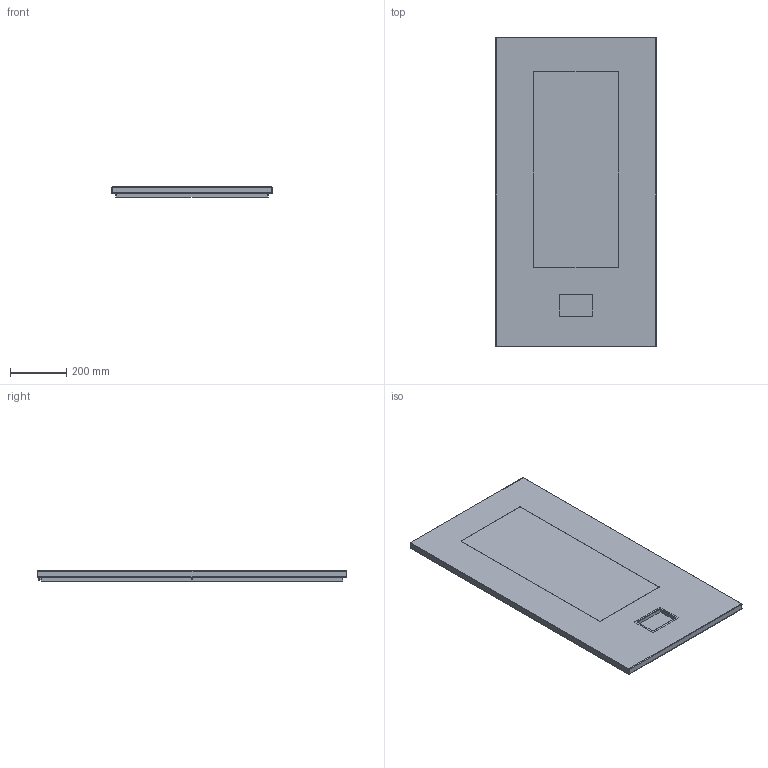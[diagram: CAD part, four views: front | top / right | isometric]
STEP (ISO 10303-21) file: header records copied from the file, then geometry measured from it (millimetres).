
FILE_DESCRIPTION(('Creo Elements/Direct Modeling STEP Export'),'2;1');
FILE_NAME('WS-75-UPA Unterputz-Abdeckung.stp','2020-02-18T18:35:45',(''),(''),'PTC Creo Elements/Direct Modeling STEP processor for AP214 (Solid Model)','PTC Creo Elements/Direct Modeling 19.0C 15-Aug-2015 (C) Parametric Technology GmbH','');
FILE_SCHEMA(('AUTOMOTIVE_DESIGN { 1 0 10303 214 1 1 1 1 }'));
Length unit declared in the file: millimetre
Products named in the file (2): WS-75-UPA_Unterputz-Abdeckung
Assembly tree (1 placements, depth 2):
  WS-75-UPA_Unterputz-Abdeckung
    WS-75-UPA_Unterputz-Abdeckung
Bounding box: 570 x 1102 x 37 mm (x, y, z)
Volume: 16148259.4 mm3; surface area: 1438873.5 mm2
Topology: 1 solids, 1 shells, 115 faces, 272 edges, 158 vertices
Faces by surface type: plane 45, cylinder 44, sphere 12, cone 8, torus 6
Entity records: 3439 total; most frequent: DIRECTION 566, ORIENTED_EDGE 520, CARTESIAN_POINT 515, EDGE_CURVE 260, AXIS2_PLACEMENT_3D 209, VERTEX_POINT 158, VECTOR 148, LINE 148
